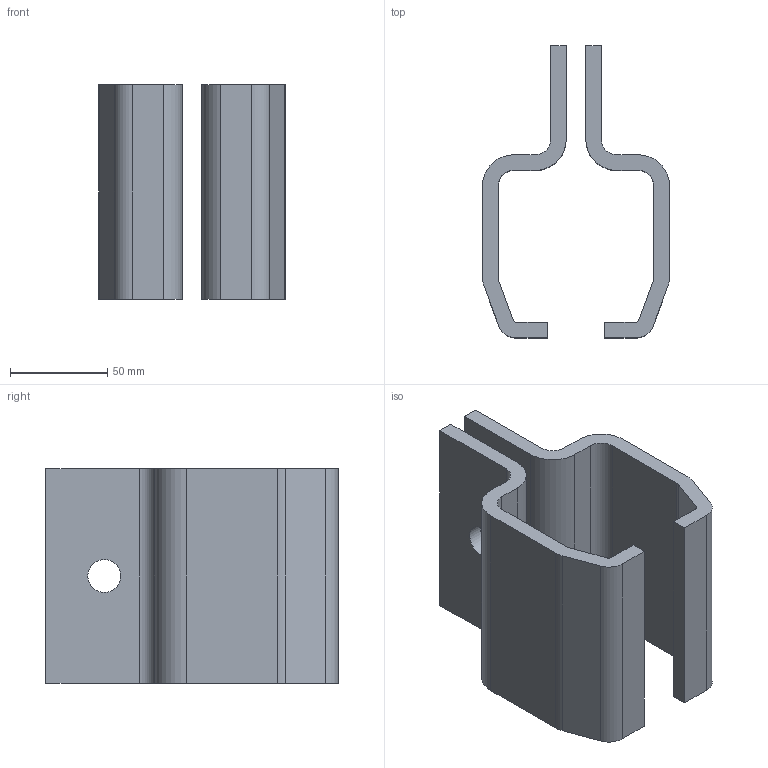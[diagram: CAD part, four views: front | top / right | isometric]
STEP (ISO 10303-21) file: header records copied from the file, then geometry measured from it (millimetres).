
FILE_DESCRIPTION (( 'STEP AP203' ), '1' );
FILE_NAME ('26.B03.STEP', '2016-11-11T12:04:19', ( '' ), ( '' ), 'SwSTEP 2.0', 'SolidWorks 2016', '' );
FILE_SCHEMA (( 'CONFIG_CONTROL_DESIGN' ));
Length unit declared in the file: millimetre
Products named in the file (1): 26.B03
Bounding box: 96 x 150 x 110 mm (x, y, z)
Volume: 333056.4 mm3; surface area: 93760.2 mm2
Topology: 2 solids, 2 shells, 48 faces, 132 edges, 88 vertices
Faces by surface type: plane 28, cylinder 20
Entity records: 1619 total; most frequent: DIRECTION 270, CARTESIAN_POINT 269, ORIENTED_EDGE 264, EDGE_CURVE 132, VECTOR 92, LINE 92, AXIS2_PLACEMENT_3D 89, VERTEX_POINT 88
